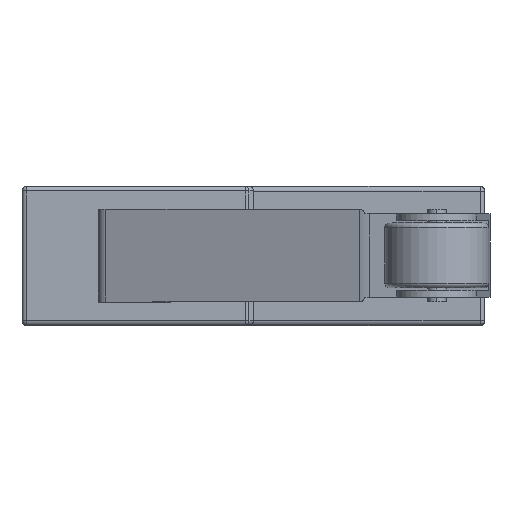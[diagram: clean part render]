
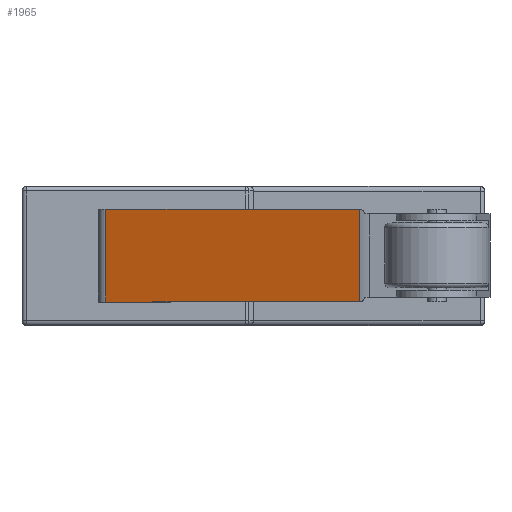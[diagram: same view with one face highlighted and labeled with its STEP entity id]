
A CAD part, top view. The second image highlights one B-rep face of the part: STEP entity #1965.
In plain terms, the highlighted planar face has unit normal (-0.36, 0, 0.933).
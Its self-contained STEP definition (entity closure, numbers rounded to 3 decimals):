
#167 = AXIS2_PLACEMENT_3D ( 'NONE', #4681, #5165, #2298 ) ;
#551 = CARTESIAN_POINT ( 'NONE',  ( 4.6, 1., 10.569 ) ) ;
#622 = VERTEX_POINT ( 'NONE', #2705 ) ;
#893 = EDGE_CURVE ( 'NONE', #1269, #2295, #5416, .T. ) ;
#953 = EDGE_CURVE ( 'NONE', #1354, #2295, #3918, .T. ) ;
#1056 = EDGE_LOOP ( 'NONE', ( #3021, #5172, #2843, #2051, #5502, #2010 ) ) ;
#1146 = CARTESIAN_POINT ( 'NONE',  ( 4.6, 1., 10.569 ) ) ;
#1269 = VERTEX_POINT ( 'NONE', #5670 ) ;
#1354 = VERTEX_POINT ( 'NONE', #2217 ) ;
#1816 = PLANE ( 'NONE',  #167 ) ;
#1843 = EDGE_CURVE ( 'NONE', #5863, #622, #2701, .T. ) ;
#1865 = DIRECTION ( 'NONE',  ( 0.933, 0., 0.36 ) ) ;
#1965 = ADVANCED_FACE ( 'NONE', ( #2166 ), #1816, .T. ) ;
#2010 = ORIENTED_EDGE ( 'NONE', *, *, #4060, .T. ) ;
#2051 = ORIENTED_EDGE ( 'NONE', *, *, #4391, .T. ) ;
#2070 = CARTESIAN_POINT ( 'NONE',  ( 4.594, 5., 10.567 ) ) ;
#2166 = FACE_OUTER_BOUND ( 'NONE', #1056, .T. ) ;
#2173 = CARTESIAN_POINT ( 'NONE',  ( 4.596, 5., 10.568 ) ) ;
#2175 = DIRECTION ( 'NONE',  ( -0.933, 0., -0.36 ) ) ;
#2217 = CARTESIAN_POINT ( 'NONE',  ( -6.38, 5., 6.329 ) ) ;
#2295 = VERTEX_POINT ( 'NONE', #2070 ) ;
#2298 = DIRECTION ( 'NONE',  ( 0.933, 0., 0.36 ) ) ;
#2349 = VECTOR ( 'NONE', #5173, 1000. ) ;
#2425 = EDGE_CURVE ( 'NONE', #3333, #1269, #5225, .T. ) ;
#2548 = VECTOR ( 'NONE', #2175, 1000. ) ;
#2652 = VECTOR ( 'NONE', #1865, 1000. ) ;
#2677 = DIRECTION ( 'NONE',  ( 0., 1., 0. ) ) ;
#2701 = LINE ( 'NONE', #5025, #2548 ) ;
#2705 = CARTESIAN_POINT ( 'NONE',  ( -6.38, 1., 6.329 ) ) ;
#2843 = ORIENTED_EDGE ( 'NONE', *, *, #953, .F. ) ;
#3021 = ORIENTED_EDGE ( 'NONE', *, *, #2425, .T. ) ;
#3032 = CARTESIAN_POINT ( 'NONE',  ( 4.594, 1., 10.567 ) ) ;
#3160 = CARTESIAN_POINT ( 'NONE',  ( 4.6, 17.397, 10.569 ) ) ;
#3333 = VERTEX_POINT ( 'NONE', #551 ) ;
#3918 = LINE ( 'NONE', #5591, #2652 ) ;
#3985 = CARTESIAN_POINT ( 'NONE',  ( 4.598, 1., 10.569 ) ) ;
#4060 = EDGE_CURVE ( 'NONE', #5863, #3333, #4708, .T. ) ;
#4077 = CARTESIAN_POINT ( 'NONE',  ( 4.6, 5., 10.569 ) ) ;
#4391 = EDGE_CURVE ( 'NONE', #1354, #622, #6145, .T. ) ;
#4681 = CARTESIAN_POINT ( 'NONE',  ( 4.794, 17.397, 10.644 ) ) ;
#4690 = CARTESIAN_POINT ( 'NONE',  ( -6.38, 1., 6.329 ) ) ;
#4708 =( BOUNDED_CURVE ( )  B_SPLINE_CURVE ( 3, ( #3032, #5873, #3985, #1146 ),
 .UNSPECIFIED., .F., .F. ) 
 B_SPLINE_CURVE_WITH_KNOTS ( ( 4, 4 ),
 ( 1.571, 1.598 ),
 .UNSPECIFIED. ) 
 CURVE ( )  GEOMETRIC_REPRESENTATION_ITEM ( )  RATIONAL_B_SPLINE_CURVE ( ( 1., 1., 1., 1. ) ) 
 REPRESENTATION_ITEM ( '' )  );
#5022 = CARTESIAN_POINT ( 'NONE',  ( 4.598, 5., 10.569 ) ) ;
#5025 = CARTESIAN_POINT ( 'NONE',  ( 4.794, 1., 10.644 ) ) ;
#5062 = VECTOR ( 'NONE', #2677, 1000. ) ;
#5165 = DIRECTION ( 'NONE',  ( -0.36, 0., 0.933 ) ) ;
#5172 = ORIENTED_EDGE ( 'NONE', *, *, #893, .T. ) ;
#5173 = DIRECTION ( 'NONE',  ( 0., -1., 0. ) ) ;
#5225 = LINE ( 'NONE', #3160, #5062 ) ;
#5416 =( BOUNDED_CURVE ( )  B_SPLINE_CURVE ( 3, ( #4077, #5022, #2173, #5514 ),
 .UNSPECIFIED., .F., .F. ) 
 B_SPLINE_CURVE_WITH_KNOTS ( ( 4, 4 ),
 ( 1.544, 1.571 ),
 .UNSPECIFIED. ) 
 CURVE ( )  GEOMETRIC_REPRESENTATION_ITEM ( )  RATIONAL_B_SPLINE_CURVE ( ( 1., 1., 1., 1. ) ) 
 REPRESENTATION_ITEM ( '' )  );
#5502 = ORIENTED_EDGE ( 'NONE', *, *, #1843, .F. ) ;
#5509 = CARTESIAN_POINT ( 'NONE',  ( 4.594, 1., 10.567 ) ) ;
#5514 = CARTESIAN_POINT ( 'NONE',  ( 4.594, 5., 10.567 ) ) ;
#5591 = CARTESIAN_POINT ( 'NONE',  ( 4.794, 5., 10.644 ) ) ;
#5670 = CARTESIAN_POINT ( 'NONE',  ( 4.6, 5., 10.569 ) ) ;
#5863 = VERTEX_POINT ( 'NONE', #5509 ) ;
#5873 = CARTESIAN_POINT ( 'NONE',  ( 4.596, 1., 10.568 ) ) ;
#6145 = LINE ( 'NONE', #4690, #2349 ) ;
